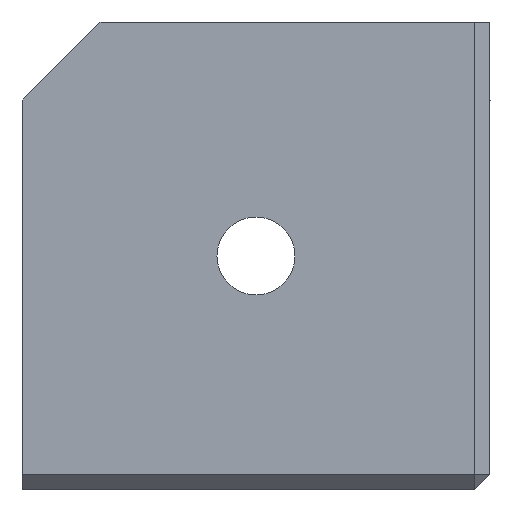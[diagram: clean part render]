
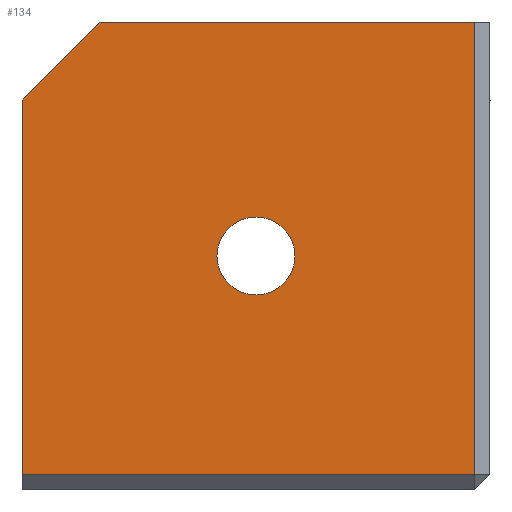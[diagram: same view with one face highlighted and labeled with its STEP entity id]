
A CAD part, front view. The second image highlights one B-rep face of the part: STEP entity #134.
In plain terms, the highlighted planar face has unit normal (0, -1, 0).
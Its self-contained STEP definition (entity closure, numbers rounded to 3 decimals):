
#134=ADVANCED_FACE('',(#688,#690),#692,.T.);
#688=FACE_BOUND('',#689,.T.);
#689=EDGE_LOOP('',(#1147,#1148,#1149,#1150,#1151));
#690=FACE_BOUND('',#691,.T.);
#691=EDGE_LOOP('',(#1152));
#692=PLANE('',#693);
#693=AXIS2_PLACEMENT_3D('',#694,#695,#696);
#694=CARTESIAN_POINT('',(-15.,-15.,0.));
#695=DIRECTION('',(0.,-1.,0.));
#696=DIRECTION('',(1.,0.,0.));
#1147=ORIENTED_EDGE('',*,*,#1442,.T.);
#1148=ORIENTED_EDGE('',*,*,#1403,.F.);
#1149=ORIENTED_EDGE('',*,*,#1443,.F.);
#1150=ORIENTED_EDGE('',*,*,#1444,.F.);
#1151=ORIENTED_EDGE('',*,*,#1445,.T.);
#1152=ORIENTED_EDGE('',*,*,#1446,.T.);
#1403=EDGE_CURVE('',#1585,#1575,#1587,.T.);
#1442=EDGE_CURVE('',#1662,#1575,#1663,.T.);
#1443=EDGE_CURVE('',#1664,#1585,#1665,.F.);
#1444=EDGE_CURVE('',#1666,#1664,#1667,.T.);
#1445=EDGE_CURVE('',#1666,#1662,#1668,.T.);
#1446=EDGE_CURVE('',#1669,#1669,#1670,.T.);
#1575=VERTEX_POINT('',#1879);
#1585=VERTEX_POINT('',#1899);
#1587=LINE('',#1903,#1904);
#1662=VERTEX_POINT('',#2057);
#1663=LINE('',#2058,#2059);
#1664=VERTEX_POINT('',#2061);
#1665=LINE('',#2062,#2063);
#1666=VERTEX_POINT('',#2065);
#1667=LINE('',#2066,#2067);
#1668=LINE('',#2069,#2070);
#1669=VERTEX_POINT('',#2072);
#1670=CIRCLE('',#2073,2.5);
#1879=CARTESIAN_POINT('',(14.,-15.,30.));
#1899=CARTESIAN_POINT('',(-10.,-15.,30.));
#1903=CARTESIAN_POINT('',(-10.,-15.,30.));
#1904=VECTOR('',#1905,1.);
#1905=DIRECTION('',(1.,0.,0.));
#2057=CARTESIAN_POINT('',(14.,-15.,1.));
#2058=CARTESIAN_POINT('',(14.,-15.,1.));
#2059=VECTOR('',#2060,1.);
#2060=DIRECTION('',(0.,0.,1.));
#2061=CARTESIAN_POINT('',(-15.,-15.,25.));
#2062=CARTESIAN_POINT('',(-10.,-15.,30.));
#2063=VECTOR('',#2064,1.);
#2064=DIRECTION('',(-0.707,0.,-0.707));
#2065=CARTESIAN_POINT('',(-15.,-15.,1.));
#2066=CARTESIAN_POINT('',(-15.,-15.,1.));
#2067=VECTOR('',#2068,1.);
#2068=DIRECTION('',(0.,0.,1.));
#2069=CARTESIAN_POINT('',(-15.,-15.,1.));
#2070=VECTOR('',#2071,1.);
#2071=DIRECTION('',(1.,0.,0.));
#2072=CARTESIAN_POINT('',(-2.5,-15.,15.));
#2073=AXIS2_PLACEMENT_3D('',#2074,#2075,#2076);
#2074=CARTESIAN_POINT('',(0.,-15.,15.));
#2075=DIRECTION('',(0.,1.,0.));
#2076=DIRECTION('',(-1.,0.,0.));
